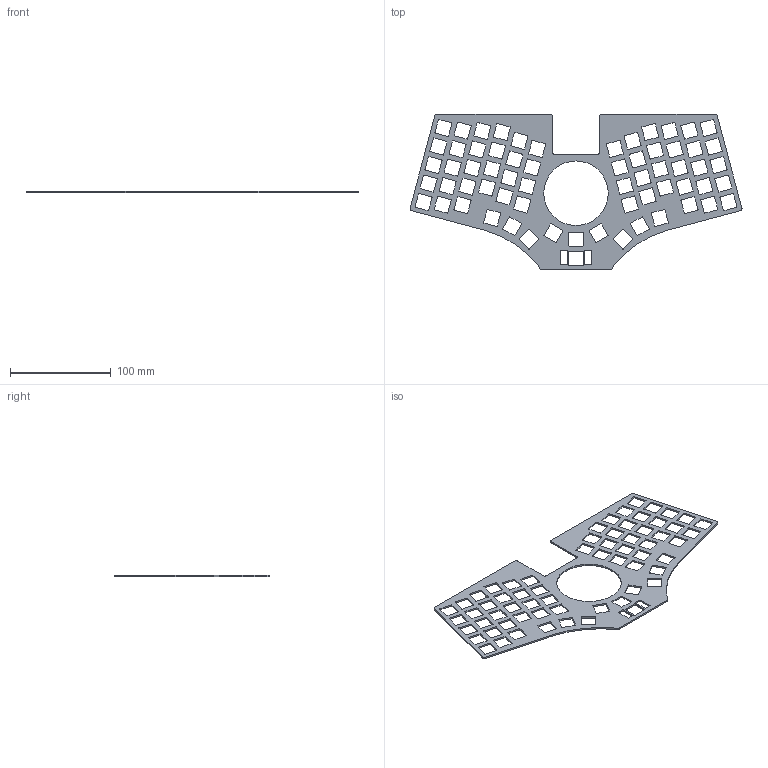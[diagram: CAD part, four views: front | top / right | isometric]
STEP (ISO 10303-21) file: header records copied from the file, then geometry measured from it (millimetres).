
FILE_DESCRIPTION(/* description */ (''),/* implementation_level */ '2;1');
FILE_NAME(/* name */ 'Plate 2u.step',/* time_stamp */ '2023-08-17T01:35:49+01:00',/* author */ (''),/* organization */ (''),/* preprocessor_version */ 'ST-DEVELOPER v20',/* originating_system */ 'Autodesk Translation Framework v12.9.0.99',/* authorisation */ '');
FILE_SCHEMA (('AUTOMOTIVE_DESIGN { 1 0 10303 214 3 1 1 }'));
Length unit declared in the file: millimetre
Products named in the file (1): Plate 2u
Bounding box: 329.72 x 154.74 x 1.6 mm (x, y, z)
Volume: 33259.2 mm3; surface area: 49134.2 mm2
Topology: 1 solids, 1 shells, 553 faces, 1653 edges, 1102 vertices
Faces by surface type: plane 276, cylinder 275, bspline 2
Full cylindrical faces by diameter (mm): 64 x1
Entity records: 19088 total; most frequent: CARTESIAN_POINT 3357, ORIENTED_EDGE 3306, DIRECTION 3301, EDGE_CURVE 1653, VERTEX_POINT 1102, AXIS2_PLACEMENT_3D 1102, LINE 1097, VECTOR 1097
